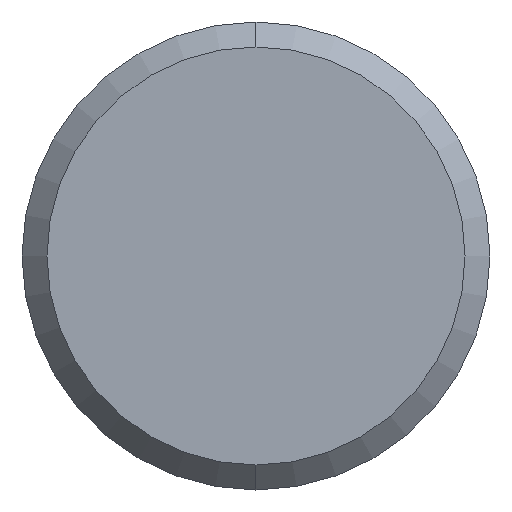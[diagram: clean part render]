
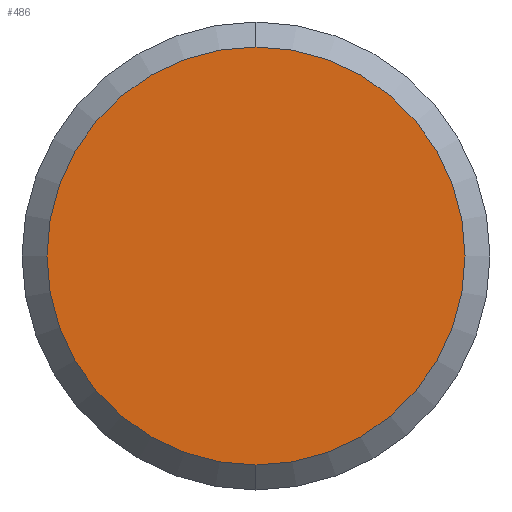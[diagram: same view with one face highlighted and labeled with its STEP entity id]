
A CAD part, left-side view. The second image highlights one B-rep face of the part: STEP entity #486.
In plain terms, the highlighted planar face has unit normal (-1, 0, 0).
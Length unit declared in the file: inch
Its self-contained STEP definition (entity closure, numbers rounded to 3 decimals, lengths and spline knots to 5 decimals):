
#63 = CARTESIAN_POINT ( 'NONE',  ( 0., 0., 0. ) ) ;
#92 = DIRECTION ( 'NONE',  ( -1., 0., 0. ) ) ;
#101 = AXIS2_PLACEMENT_3D ( 'NONE', #1248, #92, #822 ) ;
#150 = AXIS2_PLACEMENT_3D ( 'NONE', #63, #793, #169 ) ;
#162 = CARTESIAN_POINT ( 'NONE',  ( 0., 0., 0. ) ) ;
#169 = DIRECTION ( 'NONE',  ( 0., 0., -1. ) ) ;
#188 = CIRCLE ( 'NONE', #649, 0.1675 ) ;
#269 = DIRECTION ( 'NONE',  ( 0., 0., -1. ) ) ;
#277 = ORIENTED_EDGE ( 'NONE', *, *, #847, .F. ) ;
#306 = CARTESIAN_POINT ( 'NONE',  ( 0., 0., 0.1675 ) ) ;
#335 = EDGE_CURVE ( 'NONE', #1070, #1357, #844, .T. ) ;
#453 = ORIENTED_EDGE ( 'NONE', *, *, #335, .F. ) ;
#486 = ADVANCED_FACE ( 'NONE', ( #1207 ), #927, .T. ) ;
#649 = AXIS2_PLACEMENT_3D ( 'NONE', #162, #893, #269 ) ;
#793 = DIRECTION ( 'NONE',  ( 1., 0., 0. ) ) ;
#822 = DIRECTION ( 'NONE',  ( 0., 0., 1. ) ) ;
#844 = CIRCLE ( 'NONE', #150, 0.1675 ) ;
#847 = EDGE_CURVE ( 'NONE', #1357, #1070, #188, .T. ) ;
#893 = DIRECTION ( 'NONE',  ( 1., 0., 0. ) ) ;
#927 = PLANE ( 'NONE',  #101 ) ;
#1070 = VERTEX_POINT ( 'NONE', #306 ) ;
#1207 = FACE_OUTER_BOUND ( 'NONE', #1267, .T. ) ;
#1248 = CARTESIAN_POINT ( 'NONE',  ( 0., 0.1875, 0. ) ) ;
#1267 = EDGE_LOOP ( 'NONE', ( #277, #453 ) ) ;
#1302 = CARTESIAN_POINT ( 'NONE',  ( 0., 0., -0.1675 ) ) ;
#1357 = VERTEX_POINT ( 'NONE', #1302 ) ;
